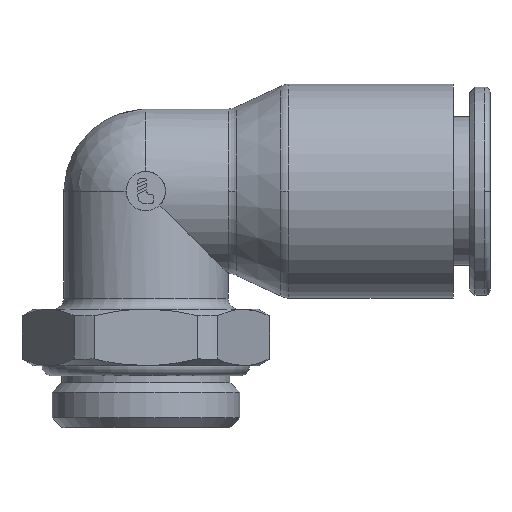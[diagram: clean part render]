
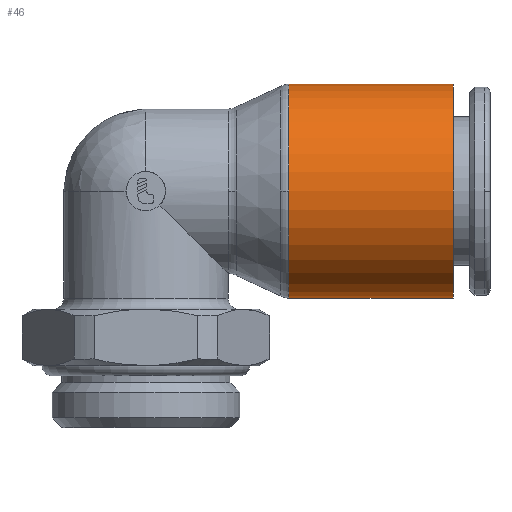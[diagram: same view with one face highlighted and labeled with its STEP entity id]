
A CAD part, top view. The second image highlights one B-rep face of the part: STEP entity #46.
In plain terms, the highlighted cylindrical face has radius 9.5 mm (diameter 19 mm), a partial arc.
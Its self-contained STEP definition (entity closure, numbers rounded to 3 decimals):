
#46=ADVANCED_FACE('',(#151),#152,.T.);
#151=FACE_OUTER_BOUND('',#370,.T.);
#152=CYLINDRICAL_SURFACE('',#371,9.5);
#370=EDGE_LOOP('',(#589,#590,#591,#592,#593));
#371=AXIS2_PLACEMENT_3D('',#594,#595,#596);
#589=ORIENTED_EDGE('',*,*,#1403,.F.);
#590=ORIENTED_EDGE('',*,*,#1404,.T.);
#591=ORIENTED_EDGE('',*,*,#1405,.T.);
#592=ORIENTED_EDGE('',*,*,#1406,.F.);
#593=ORIENTED_EDGE('',*,*,#1407,.F.);
#594=CARTESIAN_POINT('',(-7.3,0.0,0.0));
#595=DIRECTION('',(1.0,0.0,0.0));
#596=DIRECTION('',(0.0,1.0,0.0));
#1403=EDGE_CURVE('',#1654,#1655,#1656,.T.);
#1404=EDGE_CURVE('',#1654,#1657,#1658,.T.);
#1405=EDGE_CURVE('',#1657,#1659,#1660,.T.);
#1406=EDGE_CURVE('',#1661,#1659,#1662,.T.);
#1407=EDGE_CURVE('',#1655,#1661,#1663,.T.);
#1654=VERTEX_POINT('',#2063);
#1655=VERTEX_POINT('',#2064);
#1656=LINE('',#2065,#2066);
#1657=VERTEX_POINT('',#2067);
#1658=CIRCLE('',#2068,9.5);
#1659=VERTEX_POINT('',#2069);
#1660=CIRCLE('',#2070,9.5);
#1661=VERTEX_POINT('',#2071);
#1662=LINE('',#2072,#2073);
#1663=CIRCLE('',#2074,9.5);
#2063=CARTESIAN_POINT('',(-14.6,9.5,0.0));
#2064=CARTESIAN_POINT('',(0.,9.5,0.0));
#2065=CARTESIAN_POINT('',(-7.3,9.5,0.));
#2066=VECTOR('',#3056,1.0);
#2067=CARTESIAN_POINT('',(-14.6,0.,9.5));
#2068=AXIS2_PLACEMENT_3D('',#3057,#3058,#3059);
#2069=CARTESIAN_POINT('',(-14.6,-9.5,0.));
#2070=AXIS2_PLACEMENT_3D('',#3060,#3061,#3062);
#2071=CARTESIAN_POINT('',(0.,-9.5,0.));
#2072=CARTESIAN_POINT('',(-7.3,-9.5,0.));
#2073=VECTOR('',#3063,1.0);
#2074=AXIS2_PLACEMENT_3D('',#3064,#3065,#3066);
#3056=DIRECTION('',(1.0,0.0,0.0));
#3057=CARTESIAN_POINT('',(-14.6,0.0,0.0));
#3058=DIRECTION('',(1.0,0.0,0.0));
#3059=DIRECTION('',(0.0,1.0,0.0));
#3060=CARTESIAN_POINT('',(-14.6,0.0,0.0));
#3061=DIRECTION('',(1.0,0.0,0.0));
#3062=DIRECTION('',(0.0,1.0,0.0));
#3063=DIRECTION('',(-1.0,-0.0,-0.0));
#3064=CARTESIAN_POINT('',(0.,0.0,0.0));
#3065=DIRECTION('',(1.0,0.0,0.0));
#3066=DIRECTION('',(0.0,1.0,0.0));
